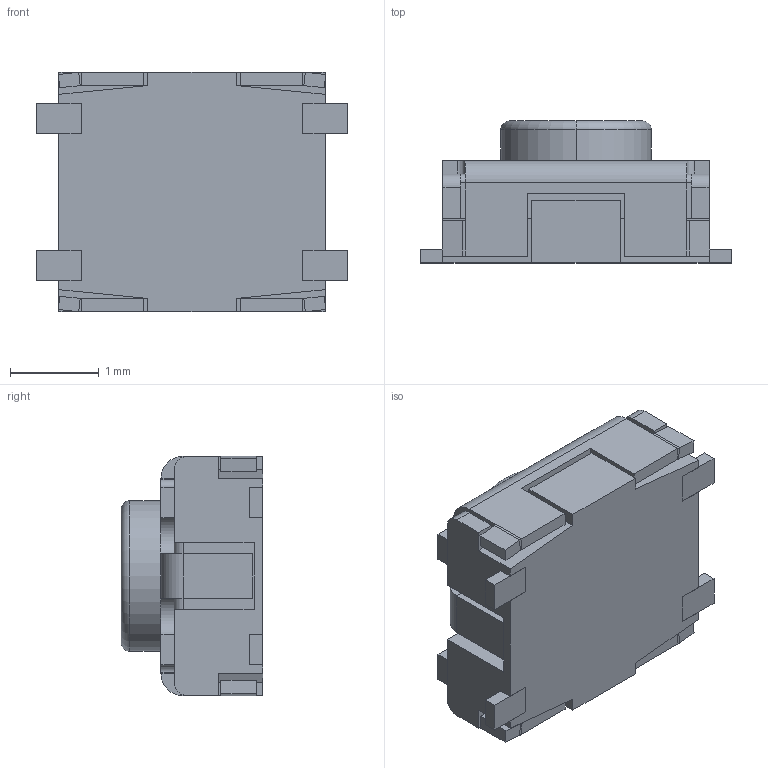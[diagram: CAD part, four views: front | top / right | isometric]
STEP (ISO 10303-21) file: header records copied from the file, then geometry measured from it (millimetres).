
FILE_DESCRIPTION (( 'STEP AP214' ), '1' );
FILE_NAME ('B4A333F1-75C7-4365-84A8-66DD2E22E5CF.STEP', '2023-09-05T22:11:56', ( '' ), ( '' ), 'SwSTEP 2.0', 'SolidWorks 2022', '' );
FILE_SCHEMA (( 'AUTOMOTIVE_DESIGN' ));
Length unit declared in the file: millimetre
Products named in the file (1): B4A333F1-75C7-4365-84A8-66DD2E22E5CF
Bounding box: 3.5 x 1.6 x 2.7 mm (x, y, z)
Volume: 10.1 mm3; surface area: 58.7 mm2
Topology: 6 solids, 6 shells, 197 faces, 482 edges, 298 vertices
Faces by surface type: plane 161, cylinder 34, torus 2
Entity records: 7828 total; most frequent: CARTESIAN_POINT 978, ORIENTED_EDGE 964, DIRECTION 950, EDGE_CURVE 482, VECTOR 410, LINE 410, VERTEX_POINT 298, AXIS2_PLACEMENT_3D 270
